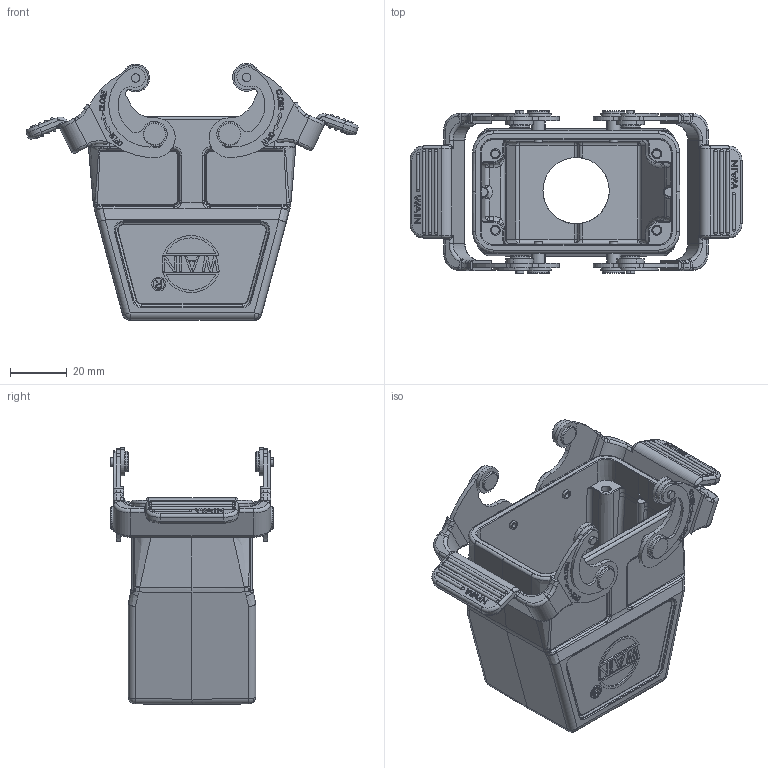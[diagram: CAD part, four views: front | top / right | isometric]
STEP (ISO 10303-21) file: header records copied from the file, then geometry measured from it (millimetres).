
FILE_DESCRIPTION((''),'2;1');
FILE_NAME('3D_1110104415003_H10B-TEH-2L_SC','2020-10-13T',('xk.he'),(''),'CREO PARAMETRIC BY PTC INC, 2016130','CREO PARAMETRIC BY PTC INC, 2016130','');
FILE_SCHEMA(('CONFIG_CONTROL_DESIGN'));
Products named in the file (1): 3D_1110104415003_H10B-TEH-2L_SC
Bounding box: 117.19 x 57.5 x 90.66 mm (x, y, z)
Surface area: 56845.6 mm2 (no closed solid volume)
Topology: 0 solids, 85 shells, 2026 faces, 5649 edges, 3769 vertices
Faces by surface type: plane 893, cylinder 492, bspline 251, extrusion 162, torus 113, cone 63, sphere 52
Entity records: 77751 total; most frequent: CARTESIAN_POINT 27830, ORIENTED_EDGE 10572, DIRECTION 9373, EDGE_CURVE 5622, VERTEX_POINT 3769, VECTOR 3229, AXIS2_PLACEMENT_3D 3072, LINE 3067
